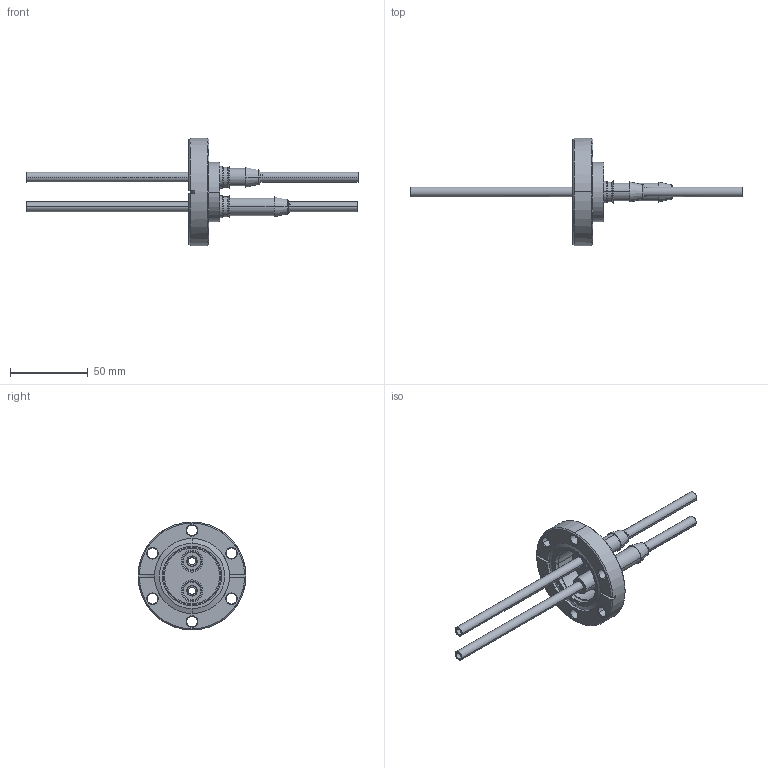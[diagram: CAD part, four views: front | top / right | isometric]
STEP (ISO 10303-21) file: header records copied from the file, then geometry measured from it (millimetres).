
FILE_DESCRIPTION (( 'STEP AP203' ), '1' );
FILE_NAME ('9512001.STEP', '2013-05-24T14:51:37', ( '' ), ( '' ), 'SwSTEP 2.0', 'SolidWorks 2008', '' );
FILE_SCHEMA (( 'CONFIG_CONTROL_DESIGN' ));
Length unit declared in the file: inch
Products named in the file (12): 0197402B; 0267601A; 0700001B; 0267401E; 9512001; 0061805B; 0016083A; 0267301A; 0267501A; 0061806B; 0016027A; 0062101B
Assembly tree (13 placements, depth 4):
  9512001
    0267301A
      0267601A  x2
      0062101B  x2
      0700001B
        0267501A
        0267401E
      0061805B
      0061806B
      0016027A
      0016083A
    0197402B
Bounding box: 213.61 x 69.34 x 69.34 mm (x, y, z)
Volume: 47252.2 mm3; surface area: 40430.6 mm2
Topology: 11 solids, 11 shells, 234 faces, 504 edges, 303 vertices
Faces by surface type: cylinder 78, cone 67, plane 61, torus 28
Entity records: 6729 total; most frequent: DIRECTION 1049, CARTESIAN_POINT 929, ORIENTED_EDGE 840, AXIS2_PLACEMENT_3D 433, EDGE_CURVE 420, VERTEX_POINT 257, EDGE_LOOP 235, CIRCLE 223
